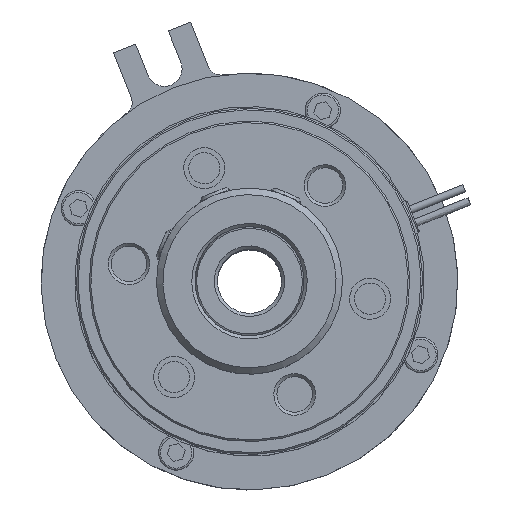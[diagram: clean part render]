
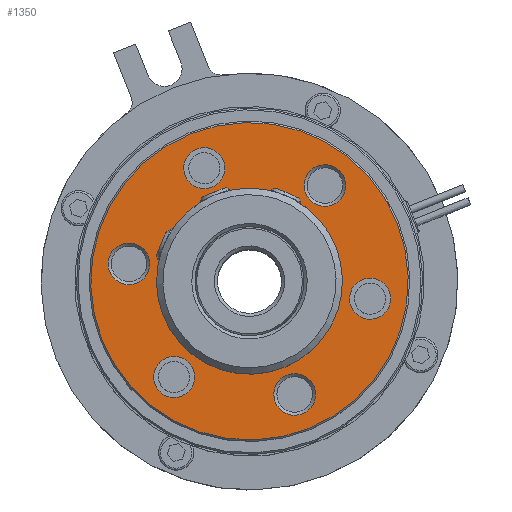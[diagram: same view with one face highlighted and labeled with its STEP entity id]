
A CAD part, top view. The second image highlights one B-rep face of the part: STEP entity #1350.
In plain terms, the highlighted face is planar.
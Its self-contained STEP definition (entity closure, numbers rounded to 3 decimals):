
#1242=CARTESIAN_POINT('',(2.1,24.75,0.));
#1243=VERTEX_POINT('',#1242);
#1244=CARTESIAN_POINT('',(2.1,0.,0.));
#1245=DIRECTION('',(1.0,0.0,0.0));
#1246=DIRECTION('',(0.0,-1.0,0.0));
#1247=AXIS2_PLACEMENT_3D('',#1244,#1245,#1246);
#1248=CIRCLE('',#1247,24.75);
#1249=EDGE_CURVE('',#1243,#1243,#1248,.T.);
#1265=CARTESIAN_POINT('',(2.1,19.75,0.));
#1266=DIRECTION('',(-1.0,0.0,0.0));
#1267=DIRECTION('',(0.0,0.0,1.0));
#1268=AXIS2_PLACEMENT_3D('',#1265,#1266,#1267);
#1269=PLANE('',#1268);
#1270=ORIENTED_EDGE('',*,*,#1249,.F.);
#1271=EDGE_LOOP('',(#1270));
#1272=FACE_OUTER_BOUND('',#1271,.T.);
#1273=CARTESIAN_POINT('',(2.1,14.5,0.));
#1274=VERTEX_POINT('',#1273);
#1275=CARTESIAN_POINT('',(2.1,0.,0.));
#1276=DIRECTION('',(1.0,0.0,0.0));
#1277=DIRECTION('',(0.0,1.0,0.0));
#1278=AXIS2_PLACEMENT_3D('',#1275,#1276,#1277);
#1279=CIRCLE('',#1278,14.5);
#1280=EDGE_CURVE('',#1274,#1274,#1279,.T.);
#1281=ORIENTED_EDGE('',*,*,#1280,.T.);
#1282=EDGE_LOOP('',(#1281));
#1283=FACE_BOUND('',#1282,.T.);
#1284=CARTESIAN_POINT('',(2.1,19.,3.2));
#1285=VERTEX_POINT('',#1284);
#1286=CARTESIAN_POINT('',(2.1,19.,0.));
#1287=DIRECTION('',(1.0,0.0,0.0));
#1288=DIRECTION('',(0.0,0.0,1.0));
#1289=AXIS2_PLACEMENT_3D('',#1286,#1287,#1288);
#1290=CIRCLE('',#1289,3.2);
#1291=EDGE_CURVE('',#1285,#1285,#1290,.T.);
#1292=ORIENTED_EDGE('',*,*,#1291,.T.);
#1293=EDGE_LOOP('',(#1292));
#1294=FACE_BOUND('',#1293,.T.);
#1295=CARTESIAN_POINT('',(2.1,-12.271,14.854));
#1296=VERTEX_POINT('',#1295);
#1297=CARTESIAN_POINT('',(2.1,-9.5,16.454));
#1298=DIRECTION('',(1.,0.,0.));
#1299=DIRECTION('',(0.,-0.866,-0.5));
#1300=AXIS2_PLACEMENT_3D('',#1297,#1298,#1299);
#1301=CIRCLE('',#1300,3.2);
#1302=EDGE_CURVE('',#1296,#1296,#1301,.T.);
#1303=ORIENTED_EDGE('',*,*,#1302,.T.);
#1304=EDGE_LOOP('',(#1303));
#1305=FACE_BOUND('',#1304,.T.);
#1306=CARTESIAN_POINT('',(2.1,-6.729,-18.054));
#1307=VERTEX_POINT('',#1306);
#1308=CARTESIAN_POINT('',(2.1,-9.5,-16.454));
#1309=DIRECTION('',(1.0,0.,0.));
#1310=DIRECTION('',(0.,0.866,-0.5));
#1311=AXIS2_PLACEMENT_3D('',#1308,#1309,#1310);
#1312=CIRCLE('',#1311,3.2);
#1313=EDGE_CURVE('',#1307,#1307,#1312,.T.);
#1314=ORIENTED_EDGE('',*,*,#1313,.T.);
#1315=EDGE_LOOP('',(#1314));
#1316=FACE_BOUND('',#1315,.T.);
#1317=CARTESIAN_POINT('',(2.1,-19.,3.25));
#1318=VERTEX_POINT('',#1317);
#1319=CARTESIAN_POINT('',(2.1,-19.,0.));
#1320=DIRECTION('',(1.0,0.0,0.0));
#1321=DIRECTION('',(0.0,0.0,1.0));
#1322=AXIS2_PLACEMENT_3D('',#1319,#1320,#1321);
#1323=CIRCLE('',#1322,3.25);
#1324=EDGE_CURVE('',#1318,#1318,#1323,.T.);
#1325=ORIENTED_EDGE('',*,*,#1324,.T.);
#1326=EDGE_LOOP('',(#1325));
#1327=FACE_BOUND('',#1326,.T.);
#1328=CARTESIAN_POINT('',(2.1,6.685,-18.079));
#1329=VERTEX_POINT('',#1328);
#1330=CARTESIAN_POINT('',(2.1,9.5,-16.454));
#1331=DIRECTION('',(1.0,0.,0.));
#1332=DIRECTION('',(0.,-0.866,-0.5));
#1333=AXIS2_PLACEMENT_3D('',#1330,#1331,#1332);
#1334=CIRCLE('',#1333,3.25);
#1335=EDGE_CURVE('',#1329,#1329,#1334,.T.);
#1336=ORIENTED_EDGE('',*,*,#1335,.T.);
#1337=EDGE_LOOP('',(#1336));
#1338=FACE_BOUND('',#1337,.T.);
#1339=CARTESIAN_POINT('',(2.1,12.315,14.829));
#1340=VERTEX_POINT('',#1339);
#1341=CARTESIAN_POINT('',(2.1,9.5,16.454));
#1342=DIRECTION('',(1.,0.,0.));
#1343=DIRECTION('',(0.,0.866,-0.5));
#1344=AXIS2_PLACEMENT_3D('',#1341,#1342,#1343);
#1345=CIRCLE('',#1344,3.25);
#1346=EDGE_CURVE('',#1340,#1340,#1345,.T.);
#1347=ORIENTED_EDGE('',*,*,#1346,.T.);
#1348=EDGE_LOOP('',(#1347));
#1349=FACE_BOUND('',#1348,.T.);
#1350=ADVANCED_FACE('',(#1272,#1283,#1294,#1305,#1316,#1327,#1338,#1349),#1269,.T.);
